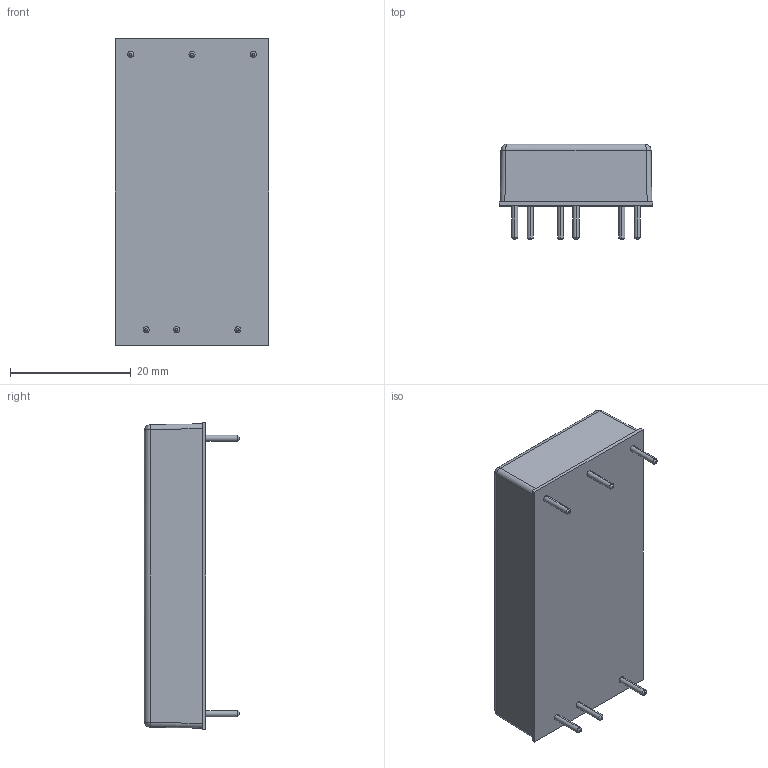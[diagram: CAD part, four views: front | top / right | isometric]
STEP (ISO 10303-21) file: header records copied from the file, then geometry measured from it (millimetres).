
FILE_DESCRIPTION (( 'STEP AP214' ), '1' );
FILE_NAME ('ten30win.STEP', '2015-03-13T16:26:57', ( '' ), ( '' ), 'SwSTEP 2.0', 'SolidWorks 2013', '' );
FILE_SCHEMA (( 'AUTOMOTIVE_DESIGN' ));
Length unit declared in the file: millimetre
Products named in the file (2): ten30win
Assembly tree (1 placements, depth 2):
  ten30win
    ten30win
Bounding box: 25.4 x 15.8 x 50.8 mm (x, y, z)
Volume: 12859.8 mm3; surface area: 4120.7 mm2
Topology: 1 solids, 1 shells, 53 faces, 112 edges, 64 vertices
Faces by surface type: cylinder 20, plane 17, cone 12, bspline 4
Entity records: 2287 total; most frequent: CARTESIAN_POINT 541, DIRECTION 242, ORIENTED_EDGE 216, EDGE_CURVE 108, AXIS2_PLACEMENT_3D 93, VERTEX_POINT 64, EDGE_LOOP 60, UNCERTAINTY_MEASURE_WITH_UNIT 57
